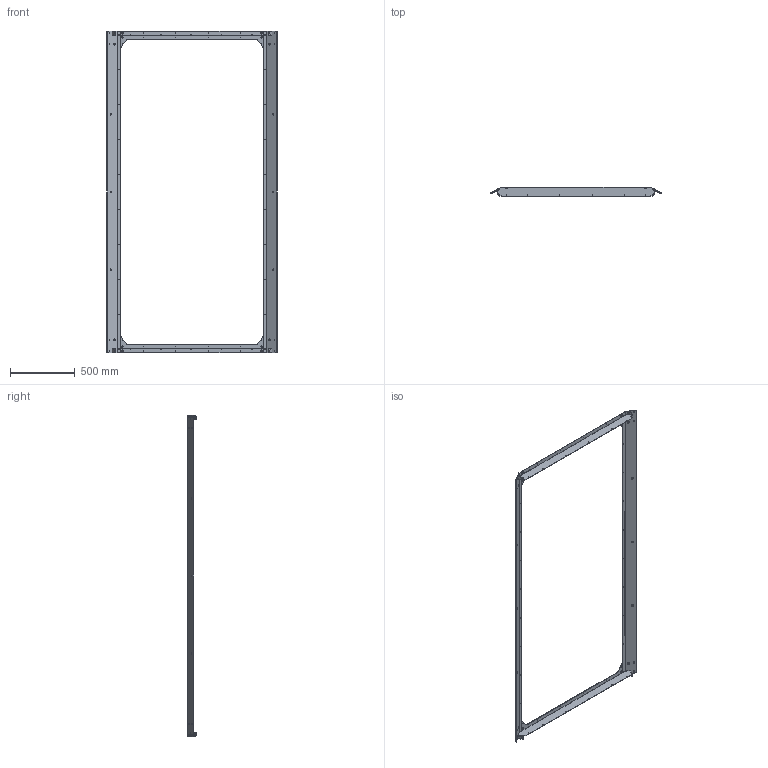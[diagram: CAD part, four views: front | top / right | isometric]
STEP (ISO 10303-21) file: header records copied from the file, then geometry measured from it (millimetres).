
FILE_DESCRIPTION (( 'STEP AP203' ), '1' );
FILE_NAME ('CV02-T-00_REV_.step', '2025-08-17T03:57:15', ( '' ), ( '' ), 'SwSTEP 2.0', 'SolidWorks 2024', '' );
FILE_SCHEMA (( 'CONFIG_CONTROL_DESIGN' ));
Length unit declared in the file: millimetre
Products named in the file (5): CV02-T-03; weldnut_WELDNUT-M8; CV02-T-02; CV02-T-01; CV02-T-00_REV_
Assembly tree (18 placements, depth 2):
  CV02-T-00_REV_
    CV02-T-01  x2
    CV02-T-02  x2
    CV02-T-03  x2
    weldnut_WELDNUT-M8  x12
Bounding box: 1310.51 x 68 x 2480 mm (x, y, z)
Volume: 2621205.4 mm3; surface area: 1818551.8 mm2
Topology: 18 solids, 18 shells, 838 faces, 2214 edges, 1424 vertices
Faces by surface type: plane 450, cylinder 304, cone 84
Entity records: 10179 total; most frequent: CARTESIAN_POINT 1656, DIRECTION 1614, ORIENTED_EDGE 1554, EDGE_CURVE 777, AXIS2_PLACEMENT_3D 549, VECTOR 516, LINE 516, VERTEX_POINT 507
